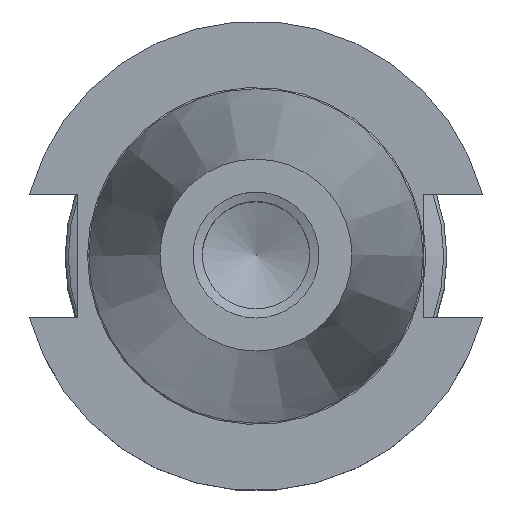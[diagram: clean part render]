
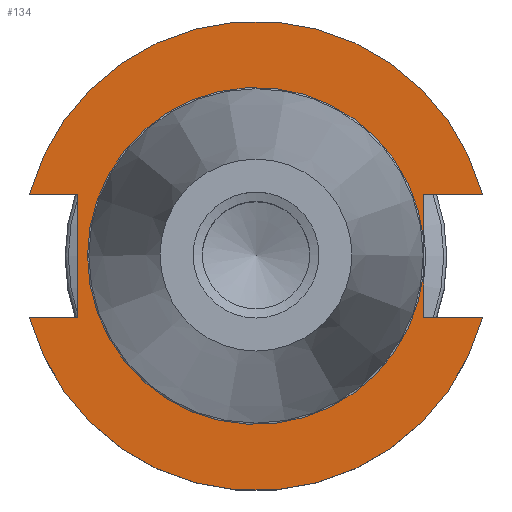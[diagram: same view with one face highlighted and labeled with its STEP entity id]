
A CAD part, top view. The second image highlights one B-rep face of the part: STEP entity #134.
In plain terms, the highlighted planar face has unit normal (0, 0, 1).
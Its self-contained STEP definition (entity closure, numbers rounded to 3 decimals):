
#98=CIRCLE('',#645,49.2);
#100=CIRCLE('',#648,49.2);
#104=CIRCLE('',#654,35.3);
#134=ADVANCED_FACE('',(#186),#169,.F.);
#169=PLANE('',#655);
#186=FACE_OUTER_BOUND('',#208,.T.);
#208=EDGE_LOOP('',(#273,#274,#275,#276,#277,#278,#279,#280,#281,#282));
#273=ORIENTED_EDGE('',*,*,#487,.F.);
#274=ORIENTED_EDGE('',*,*,#471,.F.);
#275=ORIENTED_EDGE('',*,*,#488,.T.);
#276=ORIENTED_EDGE('',*,*,#476,.F.);
#277=ORIENTED_EDGE('',*,*,#489,.F.);
#278=ORIENTED_EDGE('',*,*,#490,.T.);
#279=ORIENTED_EDGE('',*,*,#491,.T.);
#280=ORIENTED_EDGE('',*,*,#492,.T.);
#281=ORIENTED_EDGE('',*,*,#493,.T.);
#282=ORIENTED_EDGE('',*,*,#480,.F.);
#413=VERTEX_POINT('',#904);
#414=VERTEX_POINT('',#905);
#418=VERTEX_POINT('',#914);
#419=VERTEX_POINT('',#916);
#421=VERTEX_POINT('',#922);
#423=VERTEX_POINT('',#925);
#429=VERTEX_POINT('',#942);
#430=VERTEX_POINT('',#944);
#431=VERTEX_POINT('',#946);
#432=VERTEX_POINT('',#948);
#471=EDGE_CURVE('',#413,#414,#549,.T.);
#476=EDGE_CURVE('',#418,#419,#98,.T.);
#480=EDGE_CURVE('',#421,#423,#100,.T.);
#487=EDGE_CURVE('',#414,#421,#559,.T.);
#488=EDGE_CURVE('',#413,#419,#560,.T.);
#489=EDGE_CURVE('',#429,#418,#561,.T.);
#490=EDGE_CURVE('',#429,#430,#562,.T.);
#491=EDGE_CURVE('',#430,#431,#104,.T.);
#492=EDGE_CURVE('',#431,#432,#563,.T.);
#493=EDGE_CURVE('',#432,#423,#564,.T.);
#549=LINE('',#903,#586);
#559=LINE('',#939,#596);
#560=LINE('',#940,#597);
#561=LINE('',#941,#598);
#562=LINE('',#943,#599);
#563=LINE('',#947,#600);
#564=LINE('',#949,#601);
#586=VECTOR('',#722,1.);
#596=VECTOR('',#752,1.);
#597=VECTOR('',#753,1.);
#598=VECTOR('',#754,1.);
#599=VECTOR('',#755,1.);
#600=VECTOR('',#758,1.);
#601=VECTOR('',#759,1.);
#645=AXIS2_PLACEMENT_3D('',#915,#729,#730);
#648=AXIS2_PLACEMENT_3D('',#924,#737,#738);
#654=AXIS2_PLACEMENT_3D('',#945,#756,#757);
#655=AXIS2_PLACEMENT_3D('',#950,#760,#761);
#722=DIRECTION('',(0.,1.,0.));
#729=DIRECTION('',(0.,0.,-1.));
#730=DIRECTION('',(-1.,0.,0.));
#737=DIRECTION('',(0.,0.,-1.));
#738=DIRECTION('',(-1.,0.,0.));
#752=DIRECTION('',(-1.,0.,0.));
#753=DIRECTION('',(-1.,0.,0.));
#754=DIRECTION('',(1.,0.,0.));
#755=DIRECTION('',(0.,1.,0.));
#756=DIRECTION('',(0.,0.,-1.));
#757=DIRECTION('',(-1.,0.,0.));
#758=DIRECTION('',(0.,1.,0.));
#759=DIRECTION('',(1.,0.,0.));
#760=DIRECTION('',(0.,0.,-1.));
#761=DIRECTION('',(-1.,0.,0.));
#903=CARTESIAN_POINT('',(-37.5,34.7,-3.18));
#904=CARTESIAN_POINT('',(-37.5,-12.903,-3.18));
#905=CARTESIAN_POINT('',(-37.5,12.903,-3.18));
#914=CARTESIAN_POINT('',(47.478,-12.903,-3.18));
#915=CARTESIAN_POINT('',(0.,0.,-3.18));
#916=CARTESIAN_POINT('',(-47.478,-12.903,-3.18));
#922=CARTESIAN_POINT('',(-47.478,12.903,-3.18));
#924=CARTESIAN_POINT('',(0.,0.,-3.18));
#925=CARTESIAN_POINT('',(47.478,12.903,-3.18));
#939=CARTESIAN_POINT('',(0.,12.903,-3.18));
#940=CARTESIAN_POINT('',(-59.2,-12.903,-3.18));
#941=CARTESIAN_POINT('',(0.,-12.903,-3.18));
#942=CARTESIAN_POINT('',(35.1,-12.903,-3.18));
#943=CARTESIAN_POINT('',(35.1,34.7,-3.18));
#944=CARTESIAN_POINT('',(35.1,-3.752,-3.18));
#945=CARTESIAN_POINT('',(0.,0.,-3.18));
#946=CARTESIAN_POINT('',(35.1,3.752,-3.18));
#947=CARTESIAN_POINT('',(35.1,34.7,-3.18));
#948=CARTESIAN_POINT('',(35.1,12.903,-3.18));
#949=CARTESIAN_POINT('',(59.2,12.903,-3.18));
#950=CARTESIAN_POINT('',(0.,34.7,-3.18));
